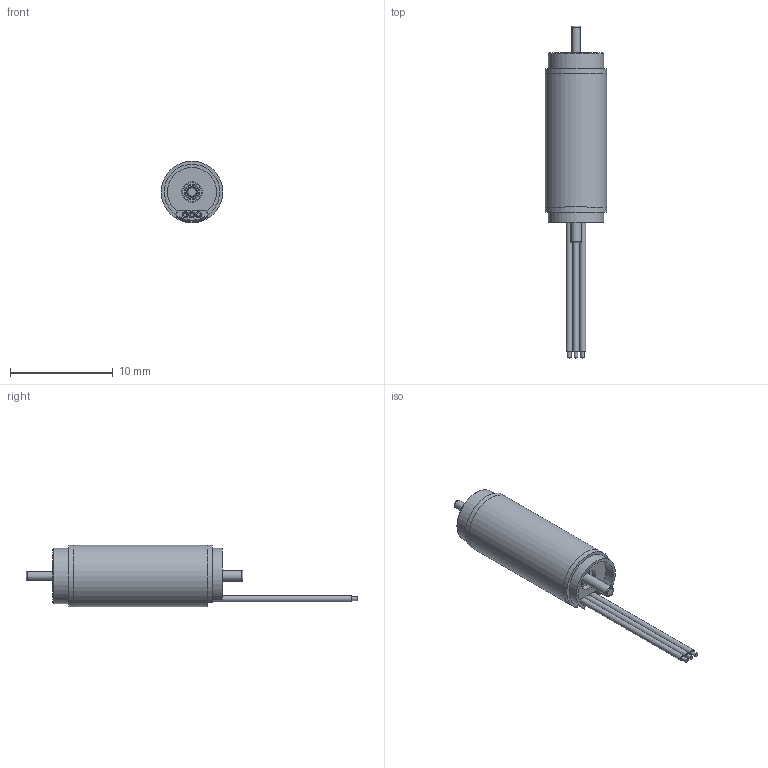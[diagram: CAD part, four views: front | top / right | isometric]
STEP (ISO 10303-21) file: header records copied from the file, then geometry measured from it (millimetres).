
FILE_DESCRIPTION (( 'STEP AP203' ), '1' );
FILE_NAME ('EC0615L.STEP', '2025-11-26T08:13:27', ( 'Windows 蚚誧' ), ( 'Organization' ), 'SwSTEP 2.0', 'SolidWorks 2020', '' );
FILE_SCHEMA (( 'CONFIG_CONTROL_DESIGN' ));
Length unit declared in the file: millimetre
Products named in the file (7): 01.10.2170 粣; 01.06.0150 粣創; 01.02.1128 綴傷裔; EC0615L; 01.14.0XXX 傷赽盄 赻笛盄; 01.07.0694 儂褲; 01.01.1074 ヶ傷裔
Assembly tree (7 placements, depth 2):
  EC0615L
    01.07.0694 儂褲
    01.01.1074 ヶ傷裔
    01.02.1128 綴傷裔
    01.06.0150 粣創  x2
    01.10.2170 粣
    01.14.0XXX 傷赽盄 赻笛盄
Bounding box: 6 x 32.36 x 6 mm (x, y, z)
Volume: 154.9 mm3; surface area: 995.7 mm2
Topology: 21 solids, 21 shells, 194 faces, 360 edges, 210 vertices
Faces by surface type: cylinder 58, plane 50, cone 40, sphere 24, torus 22
Full cylindrical faces by diameter (mm): 0.35 x6, 0.6 x3, 0.8 x1, 1 x3, 1.35 x4, 1.5 x8, 1.8 x4, 2 x2, 2.2 x4, 2.5 x4, 2.6 x4, 3 x4, 5.4 x1, 5.7 x2, 6 x2
Entity records: 3537 total; most frequent: DIRECTION 556, CARTESIAN_POINT 435, ORIENTED_EDGE 302, AXIS2_PLACEMENT_3D 267, EDGE_LOOP 239, FACE_OUTER_BOUND 166, EDGE_CURVE 151, VERTEX_POINT 138
